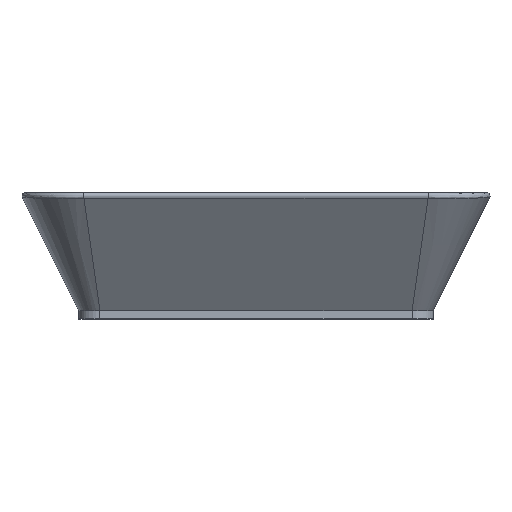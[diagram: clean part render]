
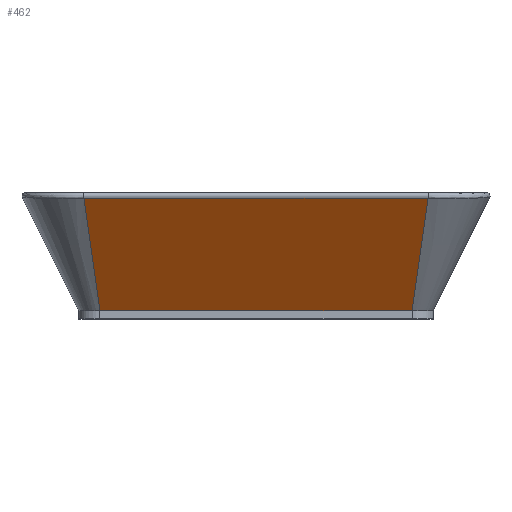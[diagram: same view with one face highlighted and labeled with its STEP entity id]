
A CAD part, left-side view. The second image highlights one B-rep face of the part: STEP entity #462.
In plain terms, the highlighted planar face has unit normal (-0.814, 0, -0.581).
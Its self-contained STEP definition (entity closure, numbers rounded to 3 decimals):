
#462=ADVANCED_FACE('',(#2147),#2149,.T.);
#2147=FACE_BOUND('',#2148,.T.);
#2148=EDGE_LOOP('',(#5156,#5157,#5158,#5159));
#2149=PLANE('',#2150);
#2150=AXIS2_PLACEMENT_3D('',#2151,#2152,#2153);
#2151=CARTESIAN_POINT('',(-42.,37.,2.));
#2152=DIRECTION('',(-0.814,0.,-0.581));
#2153=DIRECTION('',(0.,-1.,0.));
#5156=ORIENTED_EDGE('',*,*,#5893,.F.);
#5157=ORIENTED_EDGE('',*,*,#5894,.F.);
#5158=ORIENTED_EDGE('',*,*,#5806,.T.);
#5159=ORIENTED_EDGE('',*,*,#5892,.T.);
#5806=EDGE_CURVE('',#6325,#6320,#6326,.T.);
#5892=EDGE_CURVE('',#6320,#6467,#6469,.T.);
#5893=EDGE_CURVE('',#6470,#6467,#6471,.T.);
#5894=EDGE_CURVE('',#6325,#6470,#6472,.T.);
#6320=VERTEX_POINT('',#7413);
#6325=VERTEX_POINT('',#7425);
#6326=LINE('',#7426,#7427);
#6467=VERTEX_POINT('',#7797);
#6469=LINE('',#7815,#7816);
#6470=VERTEX_POINT('',#7818);
#6471=LINE('',#7819,#7820);
#6472=LINE('',#7822,#7823);
#7413=CARTESIAN_POINT('',(-42.,-37.,2.));
#7425=CARTESIAN_POINT('',(-42.,37.,2.));
#7426=CARTESIAN_POINT('',(-42.,37.,2.));
#7427=VECTOR('',#7428,1.);
#7428=DIRECTION('',(0.,-1.,0.));
#7797=CARTESIAN_POINT('',(-61.096,-40.801,28.735));
#7815=CARTESIAN_POINT('',(-42.,-37.,2.));
#7816=VECTOR('',#7817,1.);
#7817=DIRECTION('',(-0.577,-0.115,0.808));
#7818=CARTESIAN_POINT('',(-61.096,40.801,28.735));
#7819=CARTESIAN_POINT('',(-61.096,40.801,28.735));
#7820=VECTOR('',#7821,1.);
#7821=DIRECTION('',(0.,-1.,0.));
#7822=CARTESIAN_POINT('',(-42.,37.,2.));
#7823=VECTOR('',#7824,1.);
#7824=DIRECTION('',(-0.577,0.115,0.808));
